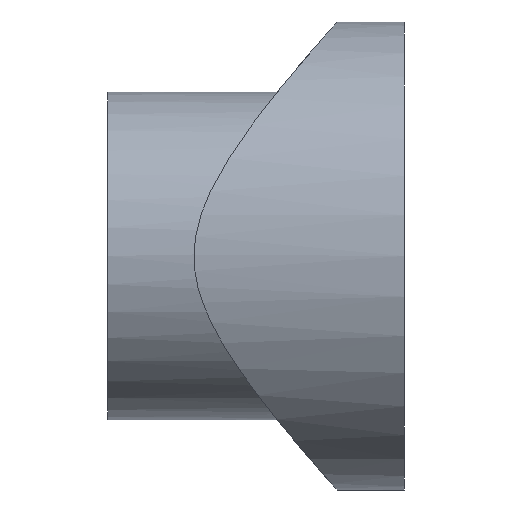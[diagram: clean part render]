
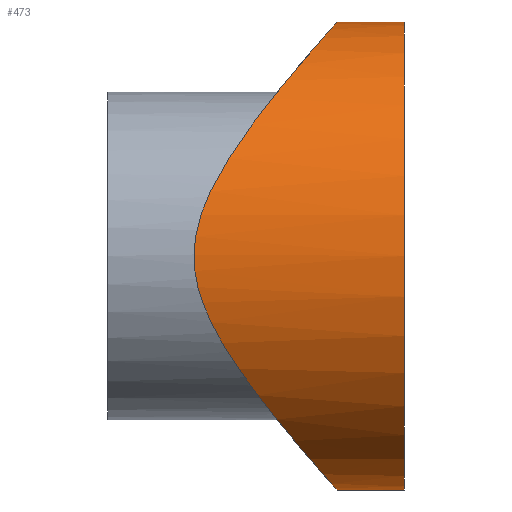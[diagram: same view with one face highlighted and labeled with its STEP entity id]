
A CAD part, left-side view. The second image highlights one B-rep face of the part: STEP entity #473.
In plain terms, the highlighted cylindrical face has radius 15 mm (diameter 30 mm), a partial arc.
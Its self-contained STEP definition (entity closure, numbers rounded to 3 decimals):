
#8 = LINE ( 'NONE', #10782, #2079 ) ;
#473 = ADVANCED_FACE ( 'NONE', ( #10294 ), #2385, .T. ) ;
#539 = EDGE_CURVE ( 'NONE', #4692, #13563, #5285, .T. ) ;
#575 = CARTESIAN_POINT ( 'NONE',  ( -10.151, 7.675, 11.082 ) ) ;
#621 = CARTESIAN_POINT ( 'NONE',  ( -15., 13.474, -0.257 ) ) ;
#662 = CARTESIAN_POINT ( 'NONE',  ( -7.002, 5.817, 13.274 ) ) ;
#714 = CARTESIAN_POINT ( 'NONE',  ( -7.029, 5.804, -13.29 ) ) ;
#739 = AXIS2_PLACEMENT_3D ( 'NONE', #7325, #6247, #4041 ) ;
#777 = CARTESIAN_POINT ( 'NONE',  ( -2.666, 4.504, -14.77 ) ) ;
#1031 = EDGE_LOOP ( 'NONE', ( #3530, #3653, #8241, #11816 ) ) ;
#1671 = CARTESIAN_POINT ( 'NONE',  ( -2.144, 4.428, -14.856 ) ) ;
#1716 = CARTESIAN_POINT ( 'NONE',  ( -13.008, 10.413, 7.525 ) ) ;
#1772 = CARTESIAN_POINT ( 'NONE',  ( -14.779, 13.054, -2.614 ) ) ;
#1822 = CARTESIAN_POINT ( 'NONE',  ( -5.648, 5.267, -13.905 ) ) ;
#1868 = CARTESIAN_POINT ( 'NONE',  ( -0.532, 4.306, 14.993 ) ) ;
#2079 = VECTOR ( 'NONE', #11865, 1000. ) ;
#2385 = CYLINDRICAL_SURFACE ( 'NONE', #2526, 15. ) ;
#2526 = AXIS2_PLACEMENT_3D ( 'NONE', #9702, #6343, #7510 ) ;
#2781 = CARTESIAN_POINT ( 'NONE',  ( -1.336, 4.351, 14.943 ) ) ;
#2831 = CARTESIAN_POINT ( 'NONE',  ( -14.993, 13.461, -0.523 ) ) ;
#2875 = CARTESIAN_POINT ( 'NONE',  ( -5.163, 5.102, 14.093 ) ) ;
#2928 = CARTESIAN_POINT ( 'NONE',  ( 0., 4.3, 15. ) ) ;
#2983 = CARTESIAN_POINT ( 'NONE',  ( -12.759, 10.138, -7.9 ) ) ;
#3530 = ORIENTED_EDGE ( 'NONE', *, *, #10280, .F. ) ;
#3653 = ORIENTED_EDGE ( 'NONE', *, *, #539, .T. ) ;
#3891 = CARTESIAN_POINT ( 'NONE',  ( -14.568, 12.679, 3.611 ) ) ;
#3933 = CARTESIAN_POINT ( 'NONE',  ( -1.076, 4.326, -14.971 ) ) ;
#3990 = CARTESIAN_POINT ( 'NONE',  ( -13.983, 11.743, 5.449 ) ) ;
#4041 = DIRECTION ( 'NONE',  ( 0., 0., 1. ) ) ;
#4045 = CARTESIAN_POINT ( 'NONE',  ( -11.434, 8.745, -9.752 ) ) ;
#4082 = DIRECTION ( 'NONE',  ( 0., -1., 0. ) ) ;
#4093 = CARTESIAN_POINT ( 'NONE',  ( -1.067, 4.332, 14.964 ) ) ;
#4692 = VERTEX_POINT ( 'NONE', #6574 ) ;
#4998 = CARTESIAN_POINT ( 'NONE',  ( 0., 4.3, -15. ) ) ;
#5048 = CARTESIAN_POINT ( 'NONE',  ( -0.266, 4.3, 15. ) ) ;
#5097 = CARTESIAN_POINT ( 'NONE',  ( -14.965, 13.406, -1.056 ) ) ;
#5138 = CARTESIAN_POINT ( 'NONE',  ( -7.874, 6.225, -12.803 ) ) ;
#5196 = CARTESIAN_POINT ( 'NONE',  ( -14.44, 12.462, 4.089 ) ) ;
#5285 = B_SPLINE_CURVE_WITH_KNOTS ( 'NONE', 3,
 ( #2928, #5048, #1868, #4093, #2781, #12825, #8430, #10622, #11766, #2875, #10667, #6143, #662, #13833, #9445, #8378, #575, #13929, #12717, #7236, #13777, #1716, #9508, #3990, #11659, #5196, #3891, #9556, #9397, #11569, #8328, #621, #2831, #5097, #10577, #12773, #1772, #12869, #6101, #8222, #7181, #10462, #7288, #6195, #2983, #6301, #4045, #11717, #13876, #7138, #6251, #5138, #714, #1822, #7327, #8280, #10520, #777, #1671, #3933, #9357, #4998 ),
 .UNSPECIFIED., .F., .F.,
 ( 4, 2, 2, 2, 2, 2, 2, 2, 2, 2, 2, 2, 2, 2, 2, 2, 2, 2, 2, 2, 2, 2, 2, 2, 2, 2, 2, 2, 2, 2, 4 ),
 ( 0.051, 0.052, 0.053, 0.054, 0.056, 0.057, 0.059, 0.061, 0.064, 0.065, 0.067, 0.07, 0.072, 0.073, 0.075, 0.077, 0.077, 0.078, 0.08, 0.081, 0.083, 0.084, 0.086, 0.089, 0.091, 0.092, 0.096, 0.097, 0.099, 0.1, 0.102 ),
 .UNSPECIFIED. ) ;
#6101 = CARTESIAN_POINT ( 'NONE',  ( -14.444, 12.468, -4.075 ) ) ;
#6132 = CARTESIAN_POINT ( 'NONE',  ( 0., 19., 15. ) ) ;
#6143 = CARTESIAN_POINT ( 'NONE',  ( -6.56, 5.622, 13.499 ) ) ;
#6195 = CARTESIAN_POINT ( 'NONE',  ( -12.994, 10.417, -7.507 ) ) ;
#6207 = CIRCLE ( 'NONE', #739, 15. ) ;
#6247 = DIRECTION ( 'NONE',  ( 0., 1., 0. ) ) ;
#6251 = CARTESIAN_POINT ( 'NONE',  ( -9.049, 6.929, -11.973 ) ) ;
#6301 = CARTESIAN_POINT ( 'NONE',  ( -12.002, 9.299, -9.044 ) ) ;
#6343 = DIRECTION ( 'NONE',  ( 0., -1., 0. ) ) ;
#6574 = CARTESIAN_POINT ( 'NONE',  ( 0., 4.3, 15. ) ) ;
#6907 = CARTESIAN_POINT ( 'NONE',  ( 0., 4.3, -15. ) ) ;
#7102 = EDGE_CURVE ( 'NONE', #13563, #12914, #8, .T. ) ;
#7138 = CARTESIAN_POINT ( 'NONE',  ( -9.426, 7.177, -11.678 ) ) ;
#7181 = CARTESIAN_POINT ( 'NONE',  ( -13.989, 11.752, -5.433 ) ) ;
#7236 = CARTESIAN_POINT ( 'NONE',  ( -11.983, 9.297, 9.034 ) ) ;
#7288 = CARTESIAN_POINT ( 'NONE',  ( -13.428, 10.964, -6.701 ) ) ;
#7325 = CARTESIAN_POINT ( 'NONE',  ( 0., 0., 0. ) ) ;
#7327 = CARTESIAN_POINT ( 'NONE',  ( -5.167, 5.104, -14.091 ) ) ;
#7329 = EDGE_CURVE ( 'NONE', #12914, #12408, #6207, .T. ) ;
#7510 = DIRECTION ( 'NONE',  ( 0., 0., -1. ) ) ;
#8222 = CARTESIAN_POINT ( 'NONE',  ( -14.153, 12.002, -4.992 ) ) ;
#8241 = ORIENTED_EDGE ( 'NONE', *, *, #7102, .T. ) ;
#8280 = CARTESIAN_POINT ( 'NONE',  ( -4.188, 4.821, -14.413 ) ) ;
#8328 = CARTESIAN_POINT ( 'NONE',  ( -15., 13.473, 0.539 ) ) ;
#8378 = CARTESIAN_POINT ( 'NONE',  ( -9.447, 7.167, 11.691 ) ) ;
#8430 = CARTESIAN_POINT ( 'NONE',  ( -2.654, 4.502, 14.773 ) ) ;
#9357 = CARTESIAN_POINT ( 'NONE',  ( -0.54, 4.3, -15. ) ) ;
#9397 = CARTESIAN_POINT ( 'NONE',  ( -14.859, 13.203, 2.122 ) ) ;
#9445 = CARTESIAN_POINT ( 'NONE',  ( -8.27, 6.462, 12.524 ) ) ;
#9508 = CARTESIAN_POINT ( 'NONE',  ( -13.439, 10.965, 6.728 ) ) ;
#9556 = CARTESIAN_POINT ( 'NONE',  ( -14.776, 13.049, 2.629 ) ) ;
#9702 = CARTESIAN_POINT ( 'NONE',  ( 0., 19., 0. ) ) ;
#10280 = EDGE_CURVE ( 'NONE', #4692, #12408, #11988, .T. ) ;
#10294 = FACE_OUTER_BOUND ( 'NONE', #1031, .T. ) ;
#10462 = CARTESIAN_POINT ( 'NONE',  ( -13.626, 11.233, -6.288 ) ) ;
#10520 = CARTESIAN_POINT ( 'NONE',  ( -3.688, 4.7, -14.549 ) ) ;
#10577 = CARTESIAN_POINT ( 'NONE',  ( -14.944, 13.365, -1.324 ) ) ;
#10622 = CARTESIAN_POINT ( 'NONE',  ( -3.676, 4.698, 14.552 ) ) ;
#10667 = CARTESIAN_POINT ( 'NONE',  ( -5.641, 5.265, 13.908 ) ) ;
#10782 = CARTESIAN_POINT ( 'NONE',  ( 0., 19., -15. ) ) ;
#10891 = CARTESIAN_POINT ( 'NONE',  ( 0., 0., -15. ) ) ;
#11569 = CARTESIAN_POINT ( 'NONE',  ( -14.971, 13.417, 1.068 ) ) ;
#11659 = CARTESIAN_POINT ( 'NONE',  ( -14.147, 11.993, 5.008 ) ) ;
#11717 = CARTESIAN_POINT ( 'NONE',  ( -10.476, 7.946, -10.745 ) ) ;
#11766 = CARTESIAN_POINT ( 'NONE',  ( -4.178, 4.818, 14.416 ) ) ;
#11816 = ORIENTED_EDGE ( 'NONE', *, *, #7329, .T. ) ;
#11865 = DIRECTION ( 'NONE',  ( 0., -1., 0. ) ) ;
#11988 = LINE ( 'NONE', #6132, #13712 ) ;
#12408 = VERTEX_POINT ( 'NONE', #12903 ) ;
#12717 = CARTESIAN_POINT ( 'NONE',  ( -11.41, 8.745, 9.747 ) ) ;
#12773 = CARTESIAN_POINT ( 'NONE',  ( -14.86, 13.206, -2.109 ) ) ;
#12825 = CARTESIAN_POINT ( 'NONE',  ( -2.133, 4.427, 14.857 ) ) ;
#12869 = CARTESIAN_POINT ( 'NONE',  ( -14.571, 12.686, -3.595 ) ) ;
#12903 = CARTESIAN_POINT ( 'NONE',  ( 0., 0., 15. ) ) ;
#12914 = VERTEX_POINT ( 'NONE', #10891 ) ;
#13563 = VERTEX_POINT ( 'NONE', #6907 ) ;
#13712 = VECTOR ( 'NONE', #4082, 1000. ) ;
#13777 = CARTESIAN_POINT ( 'NONE',  ( -12.254, 9.578, 8.663 ) ) ;
#13833 = CARTESIAN_POINT ( 'NONE',  ( -7.856, 6.236, 12.787 ) ) ;
#13876 = CARTESIAN_POINT ( 'NONE',  ( -10.139, 7.685, -11.064 ) ) ;
#13929 = CARTESIAN_POINT ( 'NONE',  ( -11.108, 8.473, 10.091 ) ) ;
